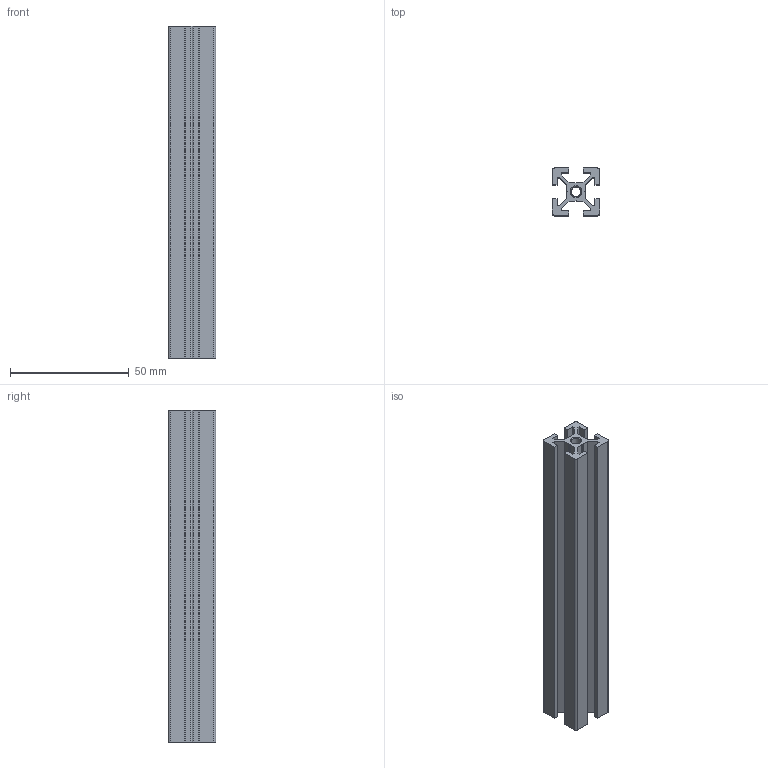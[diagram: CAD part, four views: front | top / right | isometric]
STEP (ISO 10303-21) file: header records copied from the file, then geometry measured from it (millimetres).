
FILE_DESCRIPTION( ( 'STEP AP214' ), '1' );
FILE_NAME( 'HFS5-2020-140-LTP.stp', '2021-12-16T04:59:58', ( 'License CC BY-ND 4.0' ), ( 'CADENAS' ), ' ', 'PARTsolutions', ' ' );
FILE_SCHEMA( ( 'AUTOMOTIVE_DESIGN { 1 0 10303 214 1 1 1 1 }' ) );
Length unit declared in the file: millimetre
Products named in the file (1): _HFS5-2020-140-LTP
Bounding box: 20 x 20 x 140 mm (x, y, z)
Volume: 25504 mm3; surface area: 24687.9 mm2
Topology: 1 solids, 1 shells, 66 faces, 188 edges, 125 vertices
Faces by surface type: plane 59, cylinder 6, cone 1
Full cylindrical faces by diameter (mm): 4.134 x1, 4.2 x1
Entity records: 2650 total; most frequent: CARTESIAN_POINT 377, ORIENTED_EDGE 370, DIRECTION 332, EDGE_CURVE 185, LINE 172, VECTOR 172, VERTEX_POINT 125, AXIS2_PLACEMENT_3D 80
